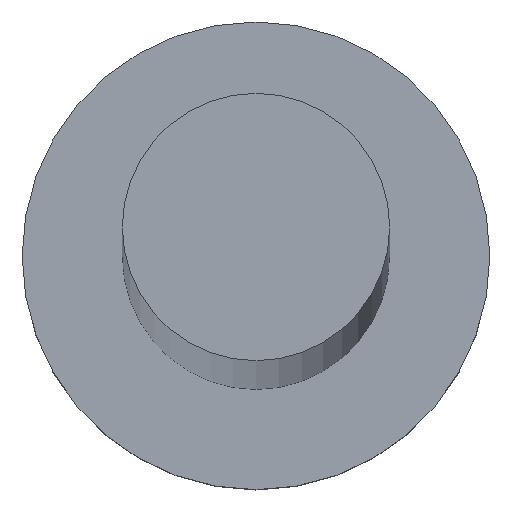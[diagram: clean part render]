
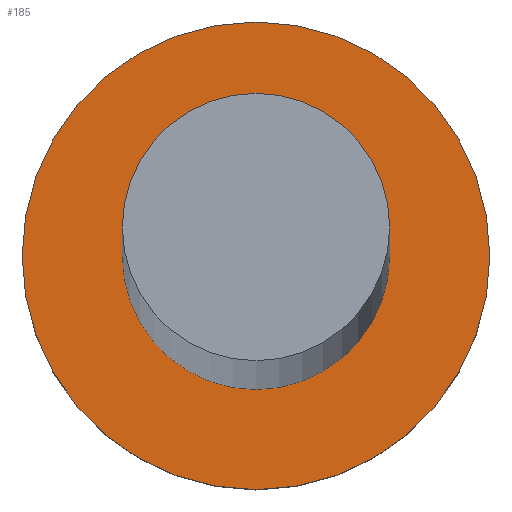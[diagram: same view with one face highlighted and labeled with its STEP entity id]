
A CAD part, top view. The second image highlights one B-rep face of the part: STEP entity #185.
In plain terms, the highlighted planar face has unit normal (0, 0, 1).
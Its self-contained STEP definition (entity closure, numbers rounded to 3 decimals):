
#3 = DIRECTION ( 'NONE',  ( 0., 0., 1. ) ) ;
#9 = DIRECTION ( 'NONE',  ( 0., 0., 1. ) ) ;
#24 = CARTESIAN_POINT ( 'NONE',  ( 7., 0., 5. ) ) ;
#35 = CARTESIAN_POINT ( 'NONE',  ( 4., 0., 5. ) ) ;
#47 = ORIENTED_EDGE ( 'NONE', *, *, #178, .F. ) ;
#49 = DIRECTION ( 'NONE',  ( 1., 0., 0. ) ) ;
#50 = ORIENTED_EDGE ( 'NONE', *, *, #125, .T. ) ;
#53 = AXIS2_PLACEMENT_3D ( 'NONE', #219, #221, #209 ) ;
#61 = VERTEX_POINT ( 'NONE', #24 ) ;
#62 = FACE_BOUND ( 'NONE', #171, .T. ) ;
#63 = EDGE_CURVE ( 'NONE', #214, #164, #167, .T. ) ;
#64 = DIRECTION ( 'NONE',  ( 1., 0., 0. ) ) ;
#77 = FACE_OUTER_BOUND ( 'NONE', #241, .T. ) ;
#99 = VERTEX_POINT ( 'NONE', #143 ) ;
#100 = CARTESIAN_POINT ( 'NONE',  ( -4., 0., 5. ) ) ;
#102 = CARTESIAN_POINT ( 'NONE',  ( 0., 0., 5. ) ) ;
#111 = DIRECTION ( 'NONE',  ( 0., 0., 1. ) ) ;
#125 = EDGE_CURVE ( 'NONE', #61, #99, #141, .T. ) ;
#137 = PLANE ( 'NONE',  #53 ) ;
#141 = CIRCLE ( 'NONE', #213, 7. ) ;
#143 = CARTESIAN_POINT ( 'NONE',  ( -7., 0., 5. ) ) ;
#147 = CARTESIAN_POINT ( 'NONE',  ( 0., 0., 5. ) ) ;
#148 = AXIS2_PLACEMENT_3D ( 'NONE', #147, #111, #49 ) ;
#153 = ORIENTED_EDGE ( 'NONE', *, *, #63, .F. ) ;
#164 = VERTEX_POINT ( 'NONE', #100 ) ;
#167 = CIRCLE ( 'NONE', #228, 4. ) ;
#171 = EDGE_LOOP ( 'NONE', ( #47, #153 ) ) ;
#173 = CARTESIAN_POINT ( 'NONE',  ( 0., 0., 5. ) ) ;
#174 = CARTESIAN_POINT ( 'NONE',  ( 0., 0., 5. ) ) ;
#178 = EDGE_CURVE ( 'NONE', #164, #214, #208, .T. ) ;
#180 = DIRECTION ( 'NONE',  ( 0., 0., 1. ) ) ;
#185 = ADVANCED_FACE ( 'NONE', ( #62, #77 ), #137, .T. ) ;
#197 = EDGE_CURVE ( 'NONE', #99, #61, #225, .T. ) ;
#201 = DIRECTION ( 'NONE',  ( 1., 0., 0. ) ) ;
#208 = CIRCLE ( 'NONE', #253, 4. ) ;
#209 = DIRECTION ( 'NONE',  ( 1., 0., 0. ) ) ;
#212 = DIRECTION ( 'NONE',  ( 1., 0., 0. ) ) ;
#213 = AXIS2_PLACEMENT_3D ( 'NONE', #173, #9, #201 ) ;
#214 = VERTEX_POINT ( 'NONE', #35 ) ;
#219 = CARTESIAN_POINT ( 'NONE',  ( 0., 0., 5. ) ) ;
#221 = DIRECTION ( 'NONE',  ( 0., 0., 1. ) ) ;
#225 = CIRCLE ( 'NONE', #148, 7. ) ;
#228 = AXIS2_PLACEMENT_3D ( 'NONE', #102, #180, #212 ) ;
#231 = ORIENTED_EDGE ( 'NONE', *, *, #197, .T. ) ;
#241 = EDGE_LOOP ( 'NONE', ( #231, #50 ) ) ;
#253 = AXIS2_PLACEMENT_3D ( 'NONE', #174, #3, #64 ) ;
